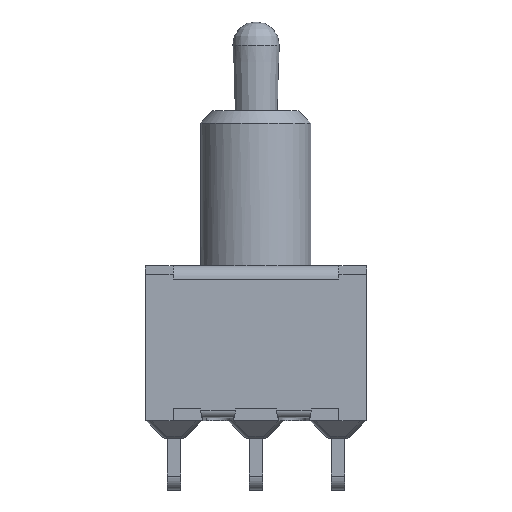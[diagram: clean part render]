
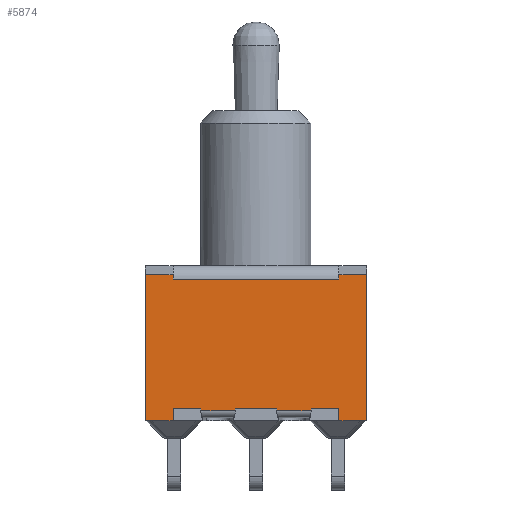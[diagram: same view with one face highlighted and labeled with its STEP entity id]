
A CAD part, front view. The second image highlights one B-rep face of the part: STEP entity #5874.
In plain terms, the highlighted planar face has unit normal (0, -1, 0).
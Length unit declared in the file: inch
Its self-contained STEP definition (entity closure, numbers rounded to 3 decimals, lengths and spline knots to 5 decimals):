
#2734=CARTESIAN_POINT('',(0.25,-0.13504,0.0));
#2735=VERTEX_POINT('',#2734);
#2742=CARTESIAN_POINT('',(0.18701,-0.13504,0.0));
#2743=VERTEX_POINT('',#2742);
#2744=CARTESIAN_POINT('',(0.25,-0.13504,0.0));
#2745=DIRECTION('',(-1.0,0.0,0.0));
#2746=VECTOR('',#2745,0.06299);
#2747=LINE('',#2744,#2746);
#2748=EDGE_CURVE('',#2735,#2743,#2747,.T.);
#3350=CARTESIAN_POINT('',(0.12424,-0.13504,0.02756));
#3351=VERTEX_POINT('',#3350);
#3358=CARTESIAN_POINT('',(0.12424,-0.13504,0.02323));
#3359=VERTEX_POINT('',#3358);
#3360=CARTESIAN_POINT('',(0.12424,-0.13504,0.02323));
#3361=DIRECTION('',(0.0,0.0,1.0));
#3362=VECTOR('',#3361,0.00433);
#3363=LINE('',#3360,#3362);
#3364=EDGE_CURVE('',#3359,#3351,#3363,.T.);
#3399=CARTESIAN_POINT('',(-0.04702,-0.13504,0.02756));
#3400=VERTEX_POINT('',#3399);
#3407=CARTESIAN_POINT('',(-0.04702,-0.13504,0.02323));
#3408=VERTEX_POINT('',#3407);
#3409=CARTESIAN_POINT('',(-0.04702,-0.13504,0.02323));
#3410=DIRECTION('',(0.0,0.0,1.0));
#3411=VECTOR('',#3410,0.00433);
#3412=LINE('',#3409,#3411);
#3413=EDGE_CURVE('',#3408,#3400,#3412,.T.);
#3501=CARTESIAN_POINT('',(0.04702,-0.13504,0.02323));
#3502=VERTEX_POINT('',#3501);
#3503=CARTESIAN_POINT('',(0.12424,-0.13504,0.02323));
#3504=DIRECTION('',(-1.0,0.0,0.0));
#3505=VECTOR('',#3504,0.07721);
#3506=LINE('',#3503,#3505);
#3507=EDGE_CURVE('',#3359,#3502,#3506,.T.);
#3583=CARTESIAN_POINT('',(0.04702,-0.13504,0.02756));
#3584=VERTEX_POINT('',#3583);
#3585=CARTESIAN_POINT('',(0.04702,-0.13504,0.02756));
#3586=DIRECTION('',(0.0,0.0,-1.0));
#3587=VECTOR('',#3586,0.00433);
#3588=LINE('',#3585,#3587);
#3589=EDGE_CURVE('',#3584,#3502,#3588,.T.);
#3605=CARTESIAN_POINT('',(-0.12424,-0.13504,0.02323));
#3606=VERTEX_POINT('',#3605);
#3623=CARTESIAN_POINT('',(-0.04702,-0.13504,0.02323));
#3624=DIRECTION('',(-1.0,0.0,0.0));
#3625=VECTOR('',#3624,0.07721);
#3626=LINE('',#3623,#3625);
#3627=EDGE_CURVE('',#3408,#3606,#3626,.T.);
#3688=CARTESIAN_POINT('',(-0.12424,-0.13504,0.02756));
#3689=VERTEX_POINT('',#3688);
#3690=CARTESIAN_POINT('',(-0.12424,-0.13504,0.02756));
#3691=DIRECTION('',(0.0,0.0,-1.0));
#3692=VECTOR('',#3691,0.00433);
#3693=LINE('',#3690,#3692);
#3694=EDGE_CURVE('',#3689,#3606,#3693,.T.);
#3719=CARTESIAN_POINT('',(-0.18701,-0.13504,0.02756));
#3720=VERTEX_POINT('',#3719);
#3721=CARTESIAN_POINT('',(-0.18701,-0.13504,0.02756));
#3722=DIRECTION('',(1.0,0.0,0.0));
#3723=VECTOR('',#3722,0.06277);
#3724=LINE('',#3721,#3723);
#3725=EDGE_CURVE('',#3720,#3689,#3724,.T.);
#3749=CARTESIAN_POINT('',(0.18701,-0.13504,0.02756));
#3750=VERTEX_POINT('',#3749);
#3757=CARTESIAN_POINT('',(0.12424,-0.13504,0.02756));
#3758=DIRECTION('',(1.0,0.0,0.0));
#3759=VECTOR('',#3758,0.06277);
#3760=LINE('',#3757,#3759);
#3761=EDGE_CURVE('',#3351,#3750,#3760,.T.);
#3779=CARTESIAN_POINT('',(-0.04702,-0.13504,0.02756));
#3780=DIRECTION('',(1.0,0.0,0.0));
#3781=VECTOR('',#3780,0.09405);
#3782=LINE('',#3779,#3781);
#3783=EDGE_CURVE('',#3400,#3584,#3782,.T.);
#4972=CARTESIAN_POINT('',(0.18701,-0.13504,0.32008));
#4973=VERTEX_POINT('',#4972);
#4986=CARTESIAN_POINT('',(-0.18701,-0.13504,0.32008));
#4987=VERTEX_POINT('',#4986);
#4995=CARTESIAN_POINT('',(0.18701,-0.13504,0.32008));
#4996=DIRECTION('',(-1.0,0.0,0.0));
#4997=VECTOR('',#4996,0.37402);
#4998=LINE('',#4995,#4997);
#4999=EDGE_CURVE('',#4973,#4987,#4998,.T.);
#5392=CARTESIAN_POINT('',(0.18701,-0.13504,0.32992));
#5393=VERTEX_POINT('',#5392);
#5394=CARTESIAN_POINT('',(0.18701,-0.13504,0.32008));
#5395=DIRECTION('',(0.0,0.0,1.0));
#5396=VECTOR('',#5395,0.00984);
#5397=LINE('',#5394,#5396);
#5398=EDGE_CURVE('',#4973,#5393,#5397,.T.);
#5417=CARTESIAN_POINT('',(0.18701,-0.13504,0.0));
#5418=DIRECTION('',(0.0,0.0,1.0));
#5419=VECTOR('',#5418,0.02756);
#5420=LINE('',#5417,#5419);
#5421=EDGE_CURVE('',#2743,#3750,#5420,.T.);
#5432=CARTESIAN_POINT('',(-0.18701,-0.13504,0.32992));
#5433=VERTEX_POINT('',#5432);
#5440=CARTESIAN_POINT('',(-0.18701,-0.13504,0.32008));
#5441=DIRECTION('',(0.0,0.0,1.0));
#5442=VECTOR('',#5441,0.00984);
#5443=LINE('',#5440,#5442);
#5444=EDGE_CURVE('',#4987,#5433,#5443,.T.);
#5455=CARTESIAN_POINT('',(-0.18701,-0.13504,0.0));
#5456=VERTEX_POINT('',#5455);
#5457=CARTESIAN_POINT('',(-0.18701,-0.13504,0.0));
#5458=DIRECTION('',(0.0,0.0,1.0));
#5459=VECTOR('',#5458,0.02756);
#5460=LINE('',#5457,#5459);
#5461=EDGE_CURVE('',#5456,#3720,#5460,.T.);
#5481=CARTESIAN_POINT('',(0.25,-0.13504,0.32992));
#5482=VERTEX_POINT('',#5481);
#5483=CARTESIAN_POINT('',(0.25,-0.13504,0.32992));
#5484=DIRECTION('',(-1.0,0.0,0.0));
#5485=VECTOR('',#5484,0.06299);
#5486=LINE('',#5483,#5485);
#5487=EDGE_CURVE('',#5482,#5393,#5486,.T.);
#5504=CARTESIAN_POINT('',(-0.25,-0.13504,0.32992));
#5505=VERTEX_POINT('',#5504);
#5512=CARTESIAN_POINT('',(-0.18701,-0.13504,0.32992));
#5513=DIRECTION('',(-1.0,0.0,0.0));
#5514=VECTOR('',#5513,0.06299);
#5515=LINE('',#5512,#5514);
#5516=EDGE_CURVE('',#5433,#5505,#5515,.T.);
#5713=CARTESIAN_POINT('',(-0.25,-0.13504,0.0));
#5714=VERTEX_POINT('',#5713);
#5715=CARTESIAN_POINT('',(-0.18701,-0.13504,0.0));
#5716=DIRECTION('',(-1.0,0.0,0.0));
#5717=VECTOR('',#5716,0.06299);
#5718=LINE('',#5715,#5717);
#5719=EDGE_CURVE('',#5456,#5714,#5718,.T.);
#5831=CARTESIAN_POINT('',(0.25,-0.13504,0.0));
#5832=DIRECTION('',(0.0,0.0,1.0));
#5833=VECTOR('',#5832,0.32992);
#5834=LINE('',#5831,#5833);
#5835=EDGE_CURVE('',#2735,#5482,#5834,.T.);
#5842=CARTESIAN_POINT('',(-0.275,-0.13504,0.34642));
#5843=DIRECTION('',(0.0,-1.0,0.0));
#5844=DIRECTION('',(0.0,0.0,-1.0));
#5845=AXIS2_PLACEMENT_3D('',#5842,#5843,#5844);
#5846=PLANE('',#5845);
#5847=ORIENTED_EDGE('',*,*,#5487,.T.);
#5848=ORIENTED_EDGE('',*,*,#5398,.F.);
#5849=ORIENTED_EDGE('',*,*,#4999,.T.);
#5850=ORIENTED_EDGE('',*,*,#5444,.T.);
#5851=ORIENTED_EDGE('',*,*,#5516,.T.);
#5852=CARTESIAN_POINT('',(-0.25,-0.13504,0.0));
#5853=DIRECTION('',(0.0,0.0,1.0));
#5854=VECTOR('',#5853,0.32992);
#5855=LINE('',#5852,#5854);
#5856=EDGE_CURVE('',#5714,#5505,#5855,.T.);
#5857=ORIENTED_EDGE('',*,*,#5856,.F.);
#5858=ORIENTED_EDGE('',*,*,#5719,.F.);
#5859=ORIENTED_EDGE('',*,*,#5461,.T.);
#5860=ORIENTED_EDGE('',*,*,#3725,.T.);
#5861=ORIENTED_EDGE('',*,*,#3694,.T.);
#5862=ORIENTED_EDGE('',*,*,#3627,.F.);
#5863=ORIENTED_EDGE('',*,*,#3413,.T.);
#5864=ORIENTED_EDGE('',*,*,#3783,.T.);
#5865=ORIENTED_EDGE('',*,*,#3589,.T.);
#5866=ORIENTED_EDGE('',*,*,#3507,.F.);
#5867=ORIENTED_EDGE('',*,*,#3364,.T.);
#5868=ORIENTED_EDGE('',*,*,#3761,.T.);
#5869=ORIENTED_EDGE('',*,*,#5421,.F.);
#5870=ORIENTED_EDGE('',*,*,#2748,.F.);
#5871=ORIENTED_EDGE('',*,*,#5835,.T.);
#5872=EDGE_LOOP('',(#5847,#5848,#5849,#5850,#5851,#5857,#5858,#5859,#5860,#5861,#5862,#5863,#5864,#5865,#5866,#5867,#5868,#5869,#5870,#5871));
#5873=FACE_OUTER_BOUND('',#5872,.T.);
#5874=ADVANCED_FACE('',(#5873),#5846,.T.);
